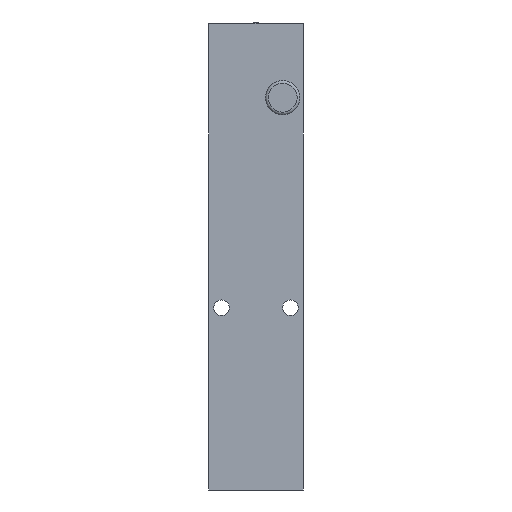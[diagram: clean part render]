
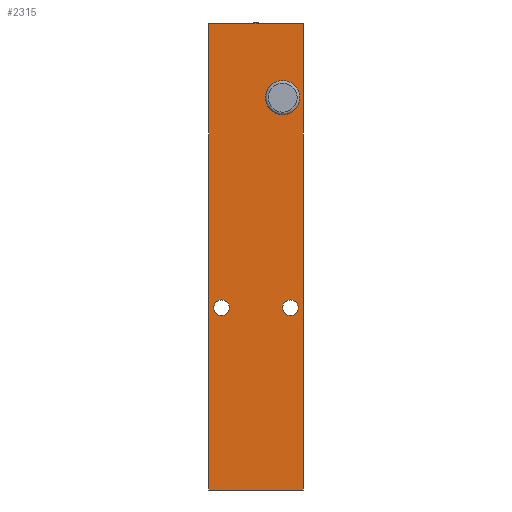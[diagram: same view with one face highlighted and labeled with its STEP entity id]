
A CAD part, front view. The second image highlights one B-rep face of the part: STEP entity #2315.
In plain terms, the highlighted planar face has unit normal (0, -1, 0).
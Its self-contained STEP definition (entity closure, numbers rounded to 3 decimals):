
#54=PLANE('',#2469);
#125=LINE('',#3413,#228);
#129=LINE('',#3427,#232);
#130=LINE('',#3429,#233);
#131=LINE('',#3431,#234);
#132=LINE('',#3433,#235);
#133=LINE('',#3435,#236);
#134=LINE('',#3437,#237);
#135=LINE('',#3439,#238);
#136=LINE('',#3441,#239);
#137=LINE('',#3443,#240);
#228=VECTOR('',#2752,1000.);
#232=VECTOR('',#2764,1000.);
#233=VECTOR('',#2765,1000.);
#234=VECTOR('',#2766,1000.);
#235=VECTOR('',#2767,1000.);
#236=VECTOR('',#2768,1000.);
#237=VECTOR('',#2769,1000.);
#238=VECTOR('',#2770,1000.);
#239=VECTOR('',#2771,1000.);
#240=VECTOR('',#2772,1000.);
#332=CIRCLE('',#2470,4.);
#333=CIRCLE('',#2471,2.15);
#334=CIRCLE('',#2472,2.15);
#473=ORIENTED_EDGE('',*,*,#924,.F.);
#474=ORIENTED_EDGE('',*,*,#925,.F.);
#475=ORIENTED_EDGE('',*,*,#926,.F.);
#476=ORIENTED_EDGE('',*,*,#920,.T.);
#477=ORIENTED_EDGE('',*,*,#927,.F.);
#478=ORIENTED_EDGE('',*,*,#928,.T.);
#479=ORIENTED_EDGE('',*,*,#929,.T.);
#480=ORIENTED_EDGE('',*,*,#930,.F.);
#481=ORIENTED_EDGE('',*,*,#931,.F.);
#482=ORIENTED_EDGE('',*,*,#932,.F.);
#483=ORIENTED_EDGE('',*,*,#933,.T.);
#484=ORIENTED_EDGE('',*,*,#934,.F.);
#485=ORIENTED_EDGE('',*,*,#935,.F.);
#920=EDGE_CURVE('',#1145,#1144,#125,.T.);
#924=EDGE_CURVE('',#1148,#1148,#332,.F.);
#925=EDGE_CURVE('',#1149,#1149,#333,.T.);
#926=EDGE_CURVE('',#1150,#1150,#334,.T.);
#927=EDGE_CURVE('',#1151,#1144,#129,.T.);
#928=EDGE_CURVE('',#1151,#1152,#130,.T.);
#929=EDGE_CURVE('',#1152,#1153,#131,.T.);
#930=EDGE_CURVE('',#1154,#1153,#132,.T.);
#931=EDGE_CURVE('',#1155,#1154,#133,.T.);
#932=EDGE_CURVE('',#1156,#1155,#134,.T.);
#933=EDGE_CURVE('',#1156,#1157,#135,.T.);
#934=EDGE_CURVE('',#1158,#1157,#136,.T.);
#935=EDGE_CURVE('',#1145,#1158,#137,.T.);
#1144=VERTEX_POINT('',#3412);
#1145=VERTEX_POINT('',#3414);
#1148=VERTEX_POINT('',#3422);
#1149=VERTEX_POINT('',#3424);
#1150=VERTEX_POINT('',#3426);
#1151=VERTEX_POINT('',#3428);
#1152=VERTEX_POINT('',#3430);
#1153=VERTEX_POINT('',#3432);
#1154=VERTEX_POINT('',#3434);
#1155=VERTEX_POINT('',#3436);
#1156=VERTEX_POINT('',#3438);
#1157=VERTEX_POINT('',#3440);
#1158=VERTEX_POINT('',#3442);
#1298=EDGE_LOOP('',(#473));
#1299=EDGE_LOOP('',(#474));
#1300=EDGE_LOOP('',(#475));
#1301=EDGE_LOOP('',(#476,#477,#478,#479,#480,#481,#482,#483,#484,#485));
#1500=FACE_BOUND('',#1298,.T.);
#1501=FACE_BOUND('',#1299,.T.);
#1502=FACE_BOUND('',#1300,.T.);
#1503=FACE_BOUND('',#1301,.T.);
#2315=ADVANCED_FACE('',(#1500,#1501,#1502,#1503),#54,.F.);
#2469=AXIS2_PLACEMENT_3D('',#3420,#2756,#2757);
#2470=AXIS2_PLACEMENT_3D('',#3421,#2758,#2759);
#2471=AXIS2_PLACEMENT_3D('',#3423,#2760,#2761);
#2472=AXIS2_PLACEMENT_3D('',#3425,#2762,#2763);
#2752=DIRECTION('',(0.,0.,-1.));
#2756=DIRECTION('',(0.,1.,0.));
#2757=DIRECTION('',(0.,0.,1.));
#2758=DIRECTION('',(0.,1.,0.));
#2759=DIRECTION('',(0.,0.,1.));
#2760=DIRECTION('',(0.,-1.,0.));
#2761=DIRECTION('',(0.,0.,-1.));
#2762=DIRECTION('',(0.,-1.,0.));
#2763=DIRECTION('',(0.,0.,-1.));
#2764=DIRECTION('',(1.,0.,0.));
#2765=DIRECTION('',(0.,0.,-1.));
#2766=DIRECTION('',(1.,0.,0.));
#2767=DIRECTION('',(0.,0.,-1.));
#2768=DIRECTION('',(1.,0.,0.));
#2769=DIRECTION('',(0.,0.,-1.));
#2770=DIRECTION('',(0.,0.,1.));
#2771=DIRECTION('',(1.,0.,0.));
#2772=DIRECTION('',(0.,0.,1.));
#3412=CARTESIAN_POINT('',(-13.,0.,-41.3));
#3413=CARTESIAN_POINT('',(-13.,0.,41.3));
#3414=CARTESIAN_POINT('',(-13.,0.,41.3));
#3420=CARTESIAN_POINT('',(-13.,0.,41.3));
#3421=CARTESIAN_POINT('',(7.35,0.,58.));
#3422=CARTESIAN_POINT('',(7.35,0.,62.));
#3423=CARTESIAN_POINT('',(-9.5,0.,0.));
#3424=CARTESIAN_POINT('',(-9.5,0.,-2.15));
#3425=CARTESIAN_POINT('',(9.5,0.,0.));
#3426=CARTESIAN_POINT('',(9.5,0.,-2.15));
#3427=CARTESIAN_POINT('',(-13.1,0.,-41.3));
#3428=CARTESIAN_POINT('',(-13.1,0.,-41.3));
#3429=CARTESIAN_POINT('',(-13.1,0.,-41.3));
#3430=CARTESIAN_POINT('',(-13.1,0.,-50.3));
#3431=CARTESIAN_POINT('',(-13.1,0.,-50.3));
#3432=CARTESIAN_POINT('',(13.1,0.,-50.3));
#3433=CARTESIAN_POINT('',(13.1,0.,-41.3));
#3434=CARTESIAN_POINT('',(13.1,0.,-41.3));
#3435=CARTESIAN_POINT('',(-13.1,0.,-41.3));
#3436=CARTESIAN_POINT('',(13.,0.,-41.3));
#3437=CARTESIAN_POINT('',(13.,0.,41.3));
#3438=CARTESIAN_POINT('',(13.,0.,41.3));
#3439=CARTESIAN_POINT('',(13.,0.,41.3));
#3440=CARTESIAN_POINT('',(13.,0.,78.5));
#3441=CARTESIAN_POINT('',(-13.,0.,78.5));
#3442=CARTESIAN_POINT('',(-13.,0.,78.5));
#3443=CARTESIAN_POINT('',(-13.,0.,41.3));
